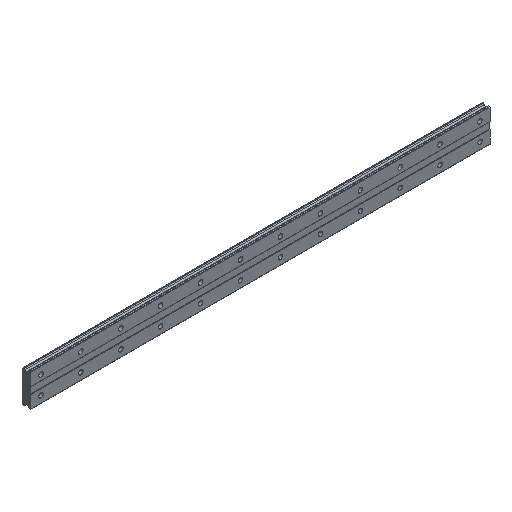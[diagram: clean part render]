
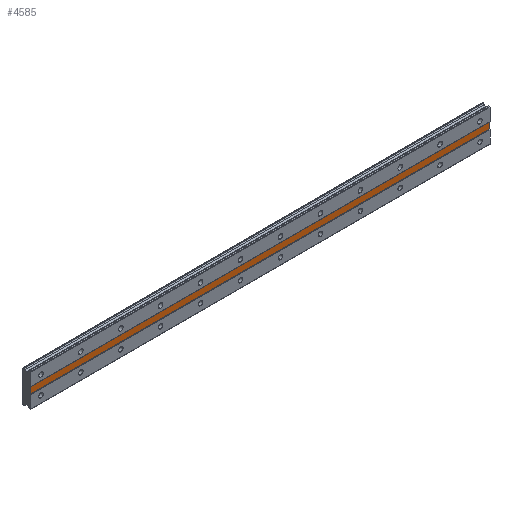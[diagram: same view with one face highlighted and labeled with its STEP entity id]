
A CAD part, isometric view. The second image highlights one B-rep face of the part: STEP entity #4585.
In plain terms, the highlighted planar face has unit normal (0, -1, 0).
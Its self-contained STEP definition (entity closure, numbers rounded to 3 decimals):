
#54 = CARTESIAN_POINT ( 'NONE',  ( 450., 0.5, 3. ) ) ;
#268 = EDGE_LOOP ( 'NONE', ( #3902, #716, #1043, #1382 ) ) ;
#433 = VECTOR ( 'NONE', #3488, 1000. ) ;
#716 = ORIENTED_EDGE ( 'NONE', *, *, #4291, .F. ) ;
#799 = FACE_OUTER_BOUND ( 'NONE', #268, .T. ) ;
#807 = CARTESIAN_POINT ( 'NONE',  ( 450., 0.5, 16.615 ) ) ;
#939 = CARTESIAN_POINT ( 'NONE',  ( -10., 0.5, -3. ) ) ;
#1043 = ORIENTED_EDGE ( 'NONE', *, *, #4466, .T. ) ;
#1382 = ORIENTED_EDGE ( 'NONE', *, *, #3117, .T. ) ;
#1484 = CARTESIAN_POINT ( 'NONE',  ( 450., 0.5, 3. ) ) ;
#1537 = VECTOR ( 'NONE', #1598, 1000. ) ;
#1598 = DIRECTION ( 'NONE',  ( 0., 0., -1. ) ) ;
#1906 = PLANE ( 'NONE',  #3440 ) ;
#1966 = LINE ( 'NONE', #807, #4546 ) ;
#2077 = VERTEX_POINT ( 'NONE', #3402 ) ;
#2188 = DIRECTION ( 'NONE',  ( -1., 0., 0. ) ) ;
#2291 = DIRECTION ( 'NONE',  ( 0., 0., -1. ) ) ;
#2462 = VERTEX_POINT ( 'NONE', #939 ) ;
#2736 = LINE ( 'NONE', #4135, #1537 ) ;
#3032 = EDGE_CURVE ( 'NONE', #3399, #2462, #3711, .T. ) ;
#3117 = EDGE_CURVE ( 'NONE', #2077, #2462, #2736, .T. ) ;
#3165 = DIRECTION ( 'NONE',  ( 0., 0., 1. ) ) ;
#3292 = CARTESIAN_POINT ( 'NONE',  ( 450., 0.5, -3. ) ) ;
#3399 = VERTEX_POINT ( 'NONE', #3292 ) ;
#3402 = CARTESIAN_POINT ( 'NONE',  ( -10., 0.5, 3. ) ) ;
#3440 = AXIS2_PLACEMENT_3D ( 'NONE', #54, #3832, #3165 ) ;
#3488 = DIRECTION ( 'NONE',  ( -1., 0., 0. ) ) ;
#3596 = VERTEX_POINT ( 'NONE', #4366 ) ;
#3711 = LINE ( 'NONE', #3838, #433 ) ;
#3832 = DIRECTION ( 'NONE',  ( 0., 1., 0. ) ) ;
#3838 = CARTESIAN_POINT ( 'NONE',  ( 450., 0.5, -3. ) ) ;
#3902 = ORIENTED_EDGE ( 'NONE', *, *, #3032, .F. ) ;
#4135 = CARTESIAN_POINT ( 'NONE',  ( -10., 0.5, 16.615 ) ) ;
#4291 = EDGE_CURVE ( 'NONE', #3596, #3399, #1966, .T. ) ;
#4366 = CARTESIAN_POINT ( 'NONE',  ( 450., 0.5, 3. ) ) ;
#4466 = EDGE_CURVE ( 'NONE', #3596, #2077, #4475, .T. ) ;
#4475 = LINE ( 'NONE', #1484, #4699 ) ;
#4546 = VECTOR ( 'NONE', #2291, 1000. ) ;
#4585 = ADVANCED_FACE ( 'NONE', ( #799 ), #1906, .F. ) ;
#4699 = VECTOR ( 'NONE', #2188, 1000. ) ;
